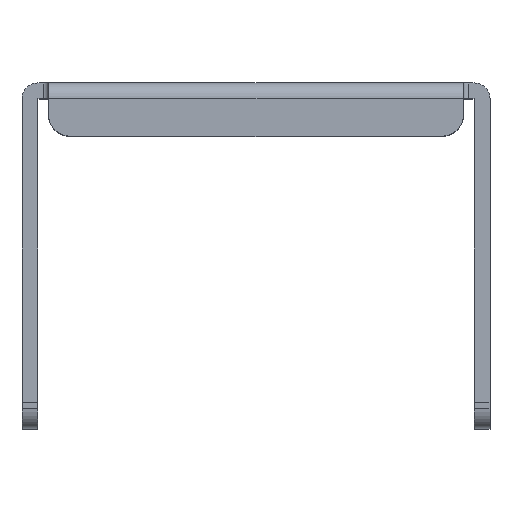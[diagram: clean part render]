
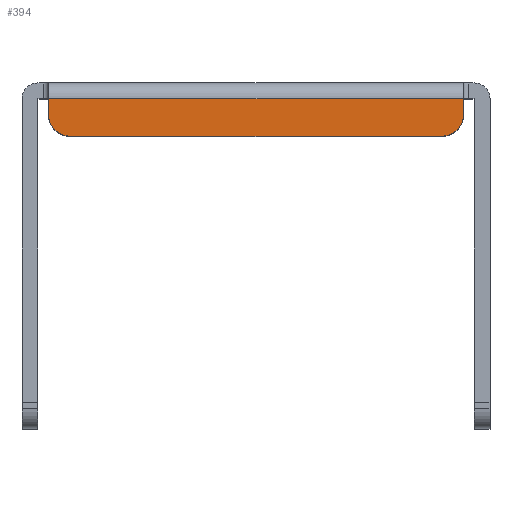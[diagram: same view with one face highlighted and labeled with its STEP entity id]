
A CAD part, top view. The second image highlights one B-rep face of the part: STEP entity #394.
In plain terms, the highlighted planar face has unit normal (0, 0, 1).
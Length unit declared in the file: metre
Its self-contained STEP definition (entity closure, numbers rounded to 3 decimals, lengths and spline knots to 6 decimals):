
#394 = ADVANCED_FACE( '', ( #898 ), #899, .F. );
#898 = FACE_OUTER_BOUND( '', #1485, .T. );
#899 = PLANE( '', #1486 );
#1485 = EDGE_LOOP( '', ( #2605, #2606, #2607, #2608, #2609, #2610 ) );
#1486 = AXIS2_PLACEMENT_3D( '', #2611, #2612, #2613 );
#2605 = ORIENTED_EDGE( '', *, *, #3006, .F. );
#2606 = ORIENTED_EDGE( '', *, *, #3209, .T. );
#2607 = ORIENTED_EDGE( '', *, *, #3189, .T. );
#2608 = ORIENTED_EDGE( '', *, *, #3176, .T. );
#2609 = ORIENTED_EDGE( '', *, *, #3042, .T. );
#2610 = ORIENTED_EDGE( '', *, *, #3183, .T. );
#2611 = CARTESIAN_POINT( '', ( 0.0195, 0.0285, 0.013 ) );
#2612 = DIRECTION( '', ( 0., 0., -1. ) );
#2613 = DIRECTION( '', ( -1., 0., 0. ) );
#3006 = EDGE_CURVE( '', #3536, #3538, #3539, .T. );
#3042 = EDGE_CURVE( '', #3600, #3598, #3601, .T. );
#3176 = EDGE_CURVE( '', #3835, #3600, #3838, .T. );
#3183 = EDGE_CURVE( '', #3598, #3538, #3849, .F. );
#3189 = EDGE_CURVE( '', #3857, #3835, #3858, .T. );
#3209 = EDGE_CURVE( '', #3536, #3857, #3885, .F. );
#3536 = VERTEX_POINT( '', #4341 );
#3538 = VERTEX_POINT( '', #4344 );
#3539 = LINE( '', #4345, #4346 );
#3598 = VERTEX_POINT( '', #4423 );
#3600 = VERTEX_POINT( '', #4426 );
#3601 = LINE( '', #4427, #4428 );
#3835 = VERTEX_POINT( '', #4715 );
#3838 = LINE( '', #4719, #4720 );
#3849 = CIRCLE( '', #4735, 0.002 );
#3857 = VERTEX_POINT( '', #4744 );
#3858 = LINE( '', #4745, #4746 );
#3885 = CIRCLE( '', #4782, 0.002 );
#4341 = CARTESIAN_POINT( '', ( 0.0175, 0.025, 0.013 ) );
#4344 = CARTESIAN_POINT( '', ( -0.0175, 0.025, 0.013 ) );
#4345 = CARTESIAN_POINT( '', ( -0.0195, 0.025, 0.013 ) );
#4346 = VECTOR( '', #5329, 1. );
#4423 = CARTESIAN_POINT( '', ( -0.0195, 0.027, 0.013 ) );
#4426 = CARTESIAN_POINT( '', ( -0.0195, 0.0285, 0.013 ) );
#4427 = CARTESIAN_POINT( '', ( -0.0195, 0.0285, 0.013 ) );
#4428 = VECTOR( '', #5376, 1. );
#4715 = CARTESIAN_POINT( '', ( 0.0195, 0.0285, 0.013 ) );
#4719 = CARTESIAN_POINT( '', ( 0.0195, 0.0285, 0.013 ) );
#4720 = VECTOR( '', #5611, 1. );
#4735 = AXIS2_PLACEMENT_3D( '', #5616, #5617, #5618 );
#4744 = CARTESIAN_POINT( '', ( 0.0195, 0.027, 0.013 ) );
#4745 = CARTESIAN_POINT( '', ( 0.0195, 0.03, 0.013 ) );
#4746 = VECTOR( '', #5626, 1. );
#4782 = AXIS2_PLACEMENT_3D( '', #5648, #5649, #5650 );
#5329 = DIRECTION( '', ( -1., 0., 0. ) );
#5376 = DIRECTION( '', ( 0., -1., 0. ) );
#5611 = DIRECTION( '', ( -1., 0., 0. ) );
#5616 = CARTESIAN_POINT( '', ( -0.0175, 0.027, 0.013 ) );
#5617 = DIRECTION( '', ( 0., 0., -1. ) );
#5618 = DIRECTION( '', ( -1., 0., 0. ) );
#5626 = DIRECTION( '', ( 0., 1., 0. ) );
#5648 = CARTESIAN_POINT( '', ( 0.0175, 0.027, 0.013 ) );
#5649 = DIRECTION( '', ( 0., 0., -1. ) );
#5650 = DIRECTION( '', ( -1., 0., 0. ) );
